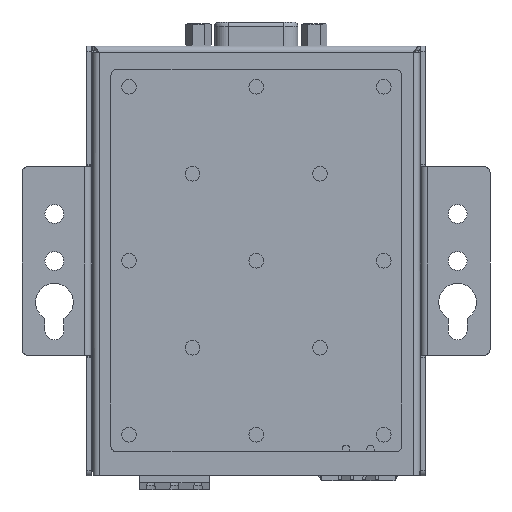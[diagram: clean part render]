
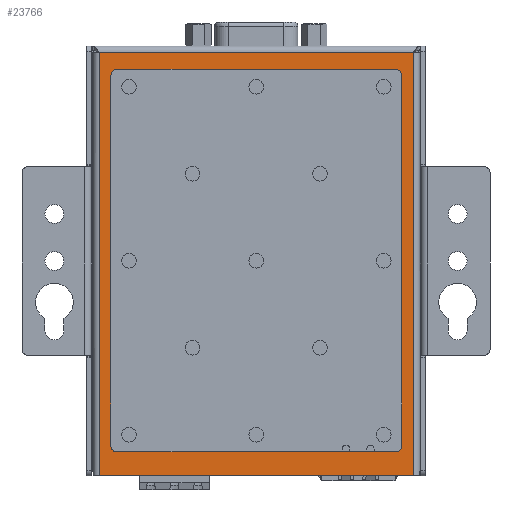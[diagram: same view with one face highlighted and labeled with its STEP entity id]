
A CAD part, front view. The second image highlights one B-rep face of the part: STEP entity #23766.
In plain terms, the highlighted planar face has unit normal (0, -1, 0).
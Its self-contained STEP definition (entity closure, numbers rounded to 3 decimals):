
#222 = EDGE_CURVE ( 'NONE', #6714, #61576, #53032, .T. ) ;
#1283 = CARTESIAN_POINT ( 'NONE',  ( 8.762, 37.951, 107.906 ) ) ;
#1722 = CARTESIAN_POINT ( 'NONE',  ( 71.5, 37.951, 27.896 ) ) ;
#2633 = VECTOR ( 'NONE', #38448, 1000. ) ;
#3573 = CARTESIAN_POINT ( 'NONE',  ( 70.23, 37.951, 109.176 ) ) ;
#3924 = ORIENTED_EDGE ( 'NONE', *, *, #20373, .F. ) ;
#4247 = DIRECTION ( 'NONE',  ( 0., 0., -1. ) ) ;
#4278 = VERTEX_POINT ( 'NONE', #61481 ) ;
#4764 = EDGE_CURVE ( 'NONE', #18427, #79527, #70646, .T. ) ;
#6714 = VERTEX_POINT ( 'NONE', #74496 ) ;
#7209 = DIRECTION ( 'NONE',  ( 0., 0., 1. ) ) ;
#7967 = EDGE_CURVE ( 'NONE', #22150, #67535, #74698, .T. ) ;
#9079 = VECTOR ( 'NONE', #26649, 1000. ) ;
#9170 = EDGE_CURVE ( 'NONE', #79527, #6714, #65660, .T. ) ;
#10110 = AXIS2_PLACEMENT_3D ( 'NONE', #55219, #12050, #24823 ) ;
#10756 = DIRECTION ( 'NONE',  ( 0., 0., -1. ) ) ;
#11512 = CARTESIAN_POINT ( 'NONE',  ( 8.762, 37.951, 27.896 ) ) ;
#11862 = CARTESIAN_POINT ( 'NONE',  ( 10.032, 37.951, 107.906 ) ) ;
#12050 = DIRECTION ( 'NONE',  ( 0., -1., 0. ) ) ;
#12653 = DIRECTION ( 'NONE',  ( 0., 0., -1. ) ) ;
#12860 = CARTESIAN_POINT ( 'NONE',  ( 10.032, 37.951, 27.896 ) ) ;
#13306 = ORIENTED_EDGE ( 'NONE', *, *, #26586, .F. ) ;
#14746 = VECTOR ( 'NONE', #10756, 1000. ) ;
#15106 = EDGE_CURVE ( 'NONE', #4278, #71008, #60324, .T. ) ;
#16236 = DIRECTION ( 'NONE',  ( -1., 0., 0. ) ) ;
#17425 = ORIENTED_EDGE ( 'NONE', *, *, #9170, .F. ) ;
#17765 = LINE ( 'NONE', #76779, #36963 ) ;
#18427 = VERTEX_POINT ( 'NONE', #1283 ) ;
#19407 = AXIS2_PLACEMENT_3D ( 'NONE', #11862, #25174, #12653 ) ;
#19542 = ORIENTED_EDGE ( 'NONE', *, *, #68690, .F. ) ;
#20373 = EDGE_CURVE ( 'NONE', #22150, #49603, #25321, .T. ) ;
#20423 = CIRCLE ( 'NONE', #35543, 1.27 ) ;
#20885 = DIRECTION ( 'NONE',  ( 0., 0., -1. ) ) ;
#22106 = ORIENTED_EDGE ( 'NONE', *, *, #69478, .F. ) ;
#22150 = VERTEX_POINT ( 'NONE', #27911 ) ;
#22925 = AXIS2_PLACEMENT_3D ( 'NONE', #76060, #38577, #20885 ) ;
#23766 = ADVANCED_FACE ( 'NONE', ( #72599, #36000 ), #42539, .T. ) ;
#24823 = DIRECTION ( 'NONE',  ( 0., 0., -1. ) ) ;
#25174 = DIRECTION ( 'NONE',  ( 0., -1., 0. ) ) ;
#25321 = LINE ( 'NONE', #26101, #9079 ) ;
#26101 = CARTESIAN_POINT ( 'NONE',  ( 75.412, 37.951, 21.571 ) ) ;
#26244 = CIRCLE ( 'NONE', #22925, 1.27 ) ;
#26305 = DIRECTION ( 'NONE',  ( 0., 0., 1. ) ) ;
#26373 = EDGE_CURVE ( 'NONE', #40614, #49603, #75297, .T. ) ;
#26586 = EDGE_CURVE ( 'NONE', #61576, #4278, #20423, .T. ) ;
#26649 = DIRECTION ( 'NONE',  ( -1., 0., 0. ) ) ;
#27911 = CARTESIAN_POINT ( 'NONE',  ( 74.04, 37.951, 21.571 ) ) ;
#28542 = VECTOR ( 'NONE', #26305, 1000. ) ;
#32094 = VECTOR ( 'NONE', #4247, 1000. ) ;
#34734 = EDGE_LOOP ( 'NONE', ( #17425, #44535, #22106, #73757, #19542, #73249, #13306, #37424 ) ) ;
#35486 = DIRECTION ( 'NONE',  ( -1., 0., 0. ) ) ;
#35543 = AXIS2_PLACEMENT_3D ( 'NONE', #75754, #44174, #75211 ) ;
#36000 = FACE_OUTER_BOUND ( 'NONE', #40795, .T. ) ;
#36690 = CARTESIAN_POINT ( 'NONE',  ( 10.032, 37.951, 109.176 ) ) ;
#36963 = VECTOR ( 'NONE', #35486, 1000. ) ;
#37424 = ORIENTED_EDGE ( 'NONE', *, *, #222, .F. ) ;
#38448 = DIRECTION ( 'NONE',  ( 0., 0., 1. ) ) ;
#38577 = DIRECTION ( 'NONE',  ( 0., -1., 0. ) ) ;
#39402 = CIRCLE ( 'NONE', #19407, 1.27 ) ;
#39563 = LINE ( 'NONE', #47616, #58867 ) ;
#39651 = CARTESIAN_POINT ( 'NONE',  ( 8.762, 37.951, 27.896 ) ) ;
#40614 = VERTEX_POINT ( 'NONE', #52207 ) ;
#40795 = EDGE_LOOP ( 'NONE', ( #75536, #52894, #3924, #41123 ) ) ;
#41123 = ORIENTED_EDGE ( 'NONE', *, *, #7967, .T. ) ;
#42539 = PLANE ( 'NONE',  #10110 ) ;
#44005 = CARTESIAN_POINT ( 'NONE',  ( 6.222, 37.951, 21.571 ) ) ;
#44174 = DIRECTION ( 'NONE',  ( 0., -1., 0. ) ) ;
#44535 = ORIENTED_EDGE ( 'NONE', *, *, #4764, .F. ) ;
#47616 = CARTESIAN_POINT ( 'NONE',  ( 70.23, 37.951, 109.176 ) ) ;
#49603 = VERTEX_POINT ( 'NONE', #44005 ) ;
#51870 = DIRECTION ( 'NONE',  ( 1., 0., 0. ) ) ;
#52156 = EDGE_CURVE ( 'NONE', #63174, #71651, #39563, .T. ) ;
#52207 = CARTESIAN_POINT ( 'NONE',  ( 6.222, 37.951, 112.859 ) ) ;
#52894 = ORIENTED_EDGE ( 'NONE', *, *, #26373, .T. ) ;
#53032 = LINE ( 'NONE', #75343, #58849 ) ;
#55219 = CARTESIAN_POINT ( 'NONE',  ( 40.131, 37.951, 67.901 ) ) ;
#55609 = CARTESIAN_POINT ( 'NONE',  ( 71.5, 37.951, 107.906 ) ) ;
#56048 = EDGE_CURVE ( 'NONE', #67535, #40614, #17765, .T. ) ;
#58849 = VECTOR ( 'NONE', #51870, 1000. ) ;
#58867 = VECTOR ( 'NONE', #16236, 1000. ) ;
#60324 = LINE ( 'NONE', #1722, #28542 ) ;
#61481 = CARTESIAN_POINT ( 'NONE',  ( 71.5, 37.951, 27.896 ) ) ;
#61576 = VERTEX_POINT ( 'NONE', #74147 ) ;
#63174 = VERTEX_POINT ( 'NONE', #3573 ) ;
#64491 = AXIS2_PLACEMENT_3D ( 'NONE', #12860, #73590, #7209 ) ;
#65660 = CIRCLE ( 'NONE', #64491, 1.27 ) ;
#67349 = CARTESIAN_POINT ( 'NONE',  ( 74.04, 37.951, 112.859 ) ) ;
#67535 = VERTEX_POINT ( 'NONE', #67349 ) ;
#68690 = EDGE_CURVE ( 'NONE', #71008, #63174, #26244, .T. ) ;
#69478 = EDGE_CURVE ( 'NONE', #71651, #18427, #39402, .T. ) ;
#69940 = CARTESIAN_POINT ( 'NONE',  ( 74.04, 37.951, 21.571 ) ) ;
#70646 = LINE ( 'NONE', #11512, #32094 ) ;
#71008 = VERTEX_POINT ( 'NONE', #55609 ) ;
#71651 = VERTEX_POINT ( 'NONE', #36690 ) ;
#72599 = FACE_BOUND ( 'NONE', #34734, .T. ) ;
#73249 = ORIENTED_EDGE ( 'NONE', *, *, #15106, .F. ) ;
#73590 = DIRECTION ( 'NONE',  ( 0., -1., 0. ) ) ;
#73757 = ORIENTED_EDGE ( 'NONE', *, *, #52156, .F. ) ;
#74147 = CARTESIAN_POINT ( 'NONE',  ( 70.23, 37.951, 26.626 ) ) ;
#74496 = CARTESIAN_POINT ( 'NONE',  ( 10.032, 37.951, 26.626 ) ) ;
#74698 = LINE ( 'NONE', #69940, #2633 ) ;
#75211 = DIRECTION ( 'NONE',  ( 0., 0., -1. ) ) ;
#75297 = LINE ( 'NONE', #78228, #14746 ) ;
#75343 = CARTESIAN_POINT ( 'NONE',  ( 70.23, 37.951, 26.626 ) ) ;
#75536 = ORIENTED_EDGE ( 'NONE', *, *, #56048, .T. ) ;
#75754 = CARTESIAN_POINT ( 'NONE',  ( 70.23, 37.951, 27.896 ) ) ;
#76060 = CARTESIAN_POINT ( 'NONE',  ( 70.23, 37.951, 107.906 ) ) ;
#76779 = CARTESIAN_POINT ( 'NONE',  ( 75.412, 37.951, 112.859 ) ) ;
#78228 = CARTESIAN_POINT ( 'NONE',  ( 6.222, 37.951, 112.859 ) ) ;
#79527 = VERTEX_POINT ( 'NONE', #39651 ) ;
